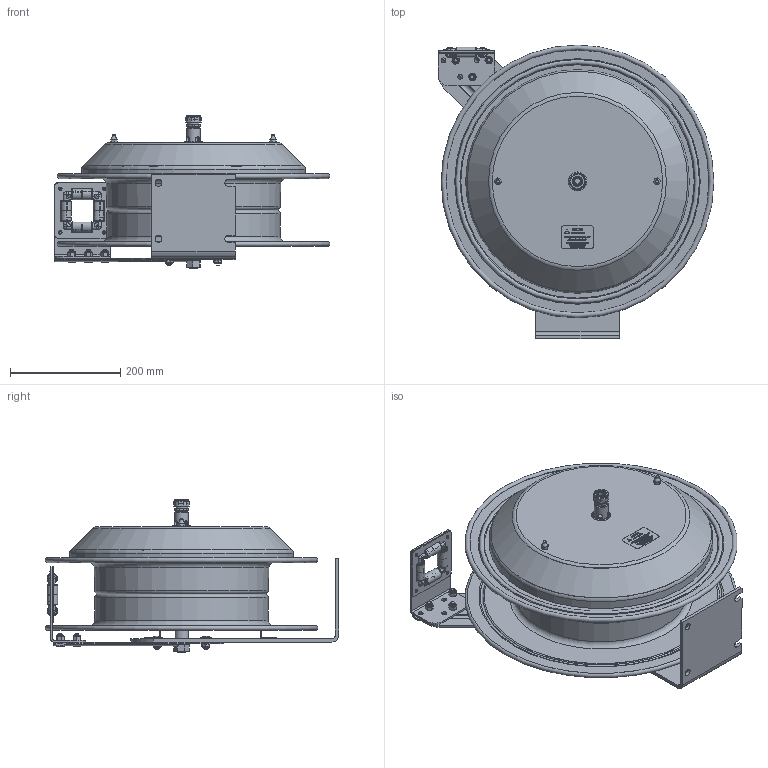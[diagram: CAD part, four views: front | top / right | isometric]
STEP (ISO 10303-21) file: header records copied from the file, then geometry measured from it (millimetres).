
FILE_DESCRIPTION(/* description */ (''),/* implementation_level */ '2;1');
FILE_NAME(/* name */ 'PC19-7512-A_SHARED.stp',/* time_stamp */ '2020-03-18T08:23:28-07:00',/* author */ ('NMelton'),/* organization */ (''),/* preprocessor_version */ 'ST-DEVELOPER v17',/* originating_system */ 'Autodesk Inventor 2019',/* authorisation */ '');
FILE_SCHEMA (('AUTOMOTIVE_DESIGN { 1 0 10303 214 3 1 1 }'));
Products named in the file (1): PC19-7512-A_SHARED
Bounding box: 500.62 x 533.4 x 276.53 mm (x, y, z)
Surface area: 1498036.2 mm2 (no closed solid volume)
Topology: 0 solids, 122 shells, 3364 faces, 13893 edges, 10092 vertices
Faces by surface type: plane 2003, bspline 736, cylinder 382, cone 148, torus 63, sphere 32
Full cylindrical faces by diameter (mm): 2.54 x1, 3.048 x1, 4.699 x4, 4.978 x1, 5.556 x3, 5.588 x5, 6.248 x2, 6.35 x6, 7.938 x3, 8.731 x7, 9.525 x4, 10.16 x1, 10.414 x1, 11.43 x3, 12.192 x7, 12.255 x1, 12.446 x1, 12.7 x2, 15.875 x3, 17.399 x1, 17.78 x1, 18.745 x1, 19.05 x5, 19.736 x1, 22.085 x1, 23.812 x1, 25.362 x1, 25.4 x1, 25.908 x1, 26.568 x1
Entity records: 151553 total; most frequent: CARTESIAN_POINT 44289, ORIENTED_EDGE 21037, DIRECTION 17362, EDGE_CURVE 13854, VERTEX_POINT 10092, LINE 8626, VECTOR 8626, AXIS2_PLACEMENT_3D 4368
